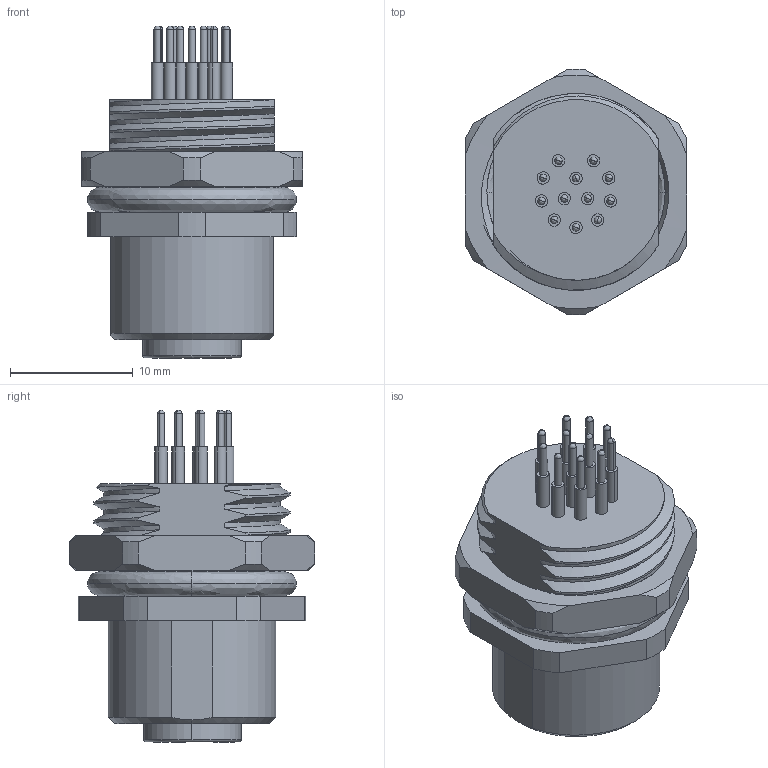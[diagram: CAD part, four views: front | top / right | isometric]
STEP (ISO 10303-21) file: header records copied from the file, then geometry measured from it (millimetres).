
FILE_DESCRIPTION (( 'STEP AP203' ), '1' );
FILE_NAME ('FCR3M12-SA12SSD0-00.STEP', '2024-12-13T07:41:58', ( '' ), ( '' ), 'SwSTEP 2.0', 'SolidWorks 2021', '' );
FILE_SCHEMA (( 'CONFIG_CONTROL_DESIGN' ));
Length unit declared in the file: millimetre
Products named in the file (1): FCR3M12-SA12SSD0-00
Bounding box: 18 x 19.99 x 27 mm (x, y, z)
Volume: 3264.9 mm3; surface area: 4092.1 mm2
Topology: 2 solids, 2 shells, 523 faces, 1386 edges, 854 vertices
Faces by surface type: cylinder 191, plane 163, cone 97, bspline 72
Entity records: 25976 total; most frequent: CARTESIAN_POINT 13672, ORIENTED_EDGE 2628, DIRECTION 2499, EDGE_CURVE 1314, AXIS2_PLACEMENT_3D 991, VERTEX_POINT 854, EDGE_LOOP 594, CIRCLE 539
